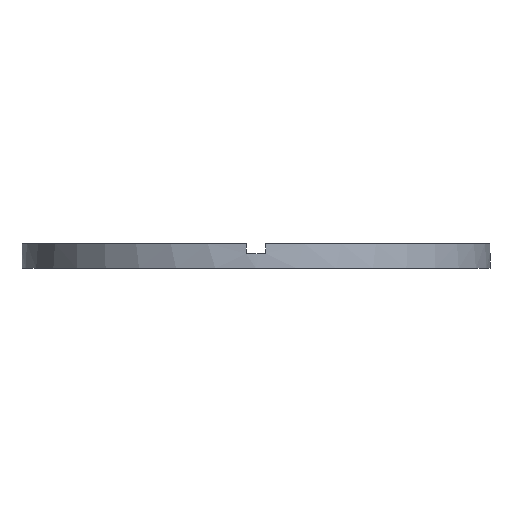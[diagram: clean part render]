
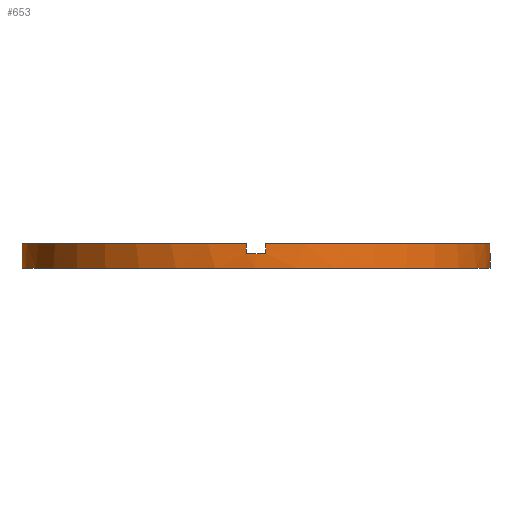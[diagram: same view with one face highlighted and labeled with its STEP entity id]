
A CAD part, front view. The second image highlights one B-rep face of the part: STEP entity #653.
In plain terms, the highlighted cylindrical face has radius 23.5 mm (diameter 47 mm), a partial arc.
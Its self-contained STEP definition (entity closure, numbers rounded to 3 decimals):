
#5 = CARTESIAN_POINT ( 'NONE',  ( 1., -23.479, 2.5 ) ) ;
#8 = CARTESIAN_POINT ( 'NONE',  ( 0., 0., 1.5 ) ) ;
#10 = AXIS2_PLACEMENT_3D ( 'NONE', #475, #602, #55 ) ;
#17 = VERTEX_POINT ( 'NONE', #117 ) ;
#26 = CIRCLE ( 'NONE', #754, 23.5 ) ;
#33 = VERTEX_POINT ( 'NONE', #203 ) ;
#36 = LINE ( 'NONE', #252, #285 ) ;
#37 = CIRCLE ( 'NONE', #501, 23.5 ) ;
#39 = CARTESIAN_POINT ( 'NONE',  ( 23.479, -1., 1.5 ) ) ;
#41 = DIRECTION ( 'NONE',  ( -1., 0., 0. ) ) ;
#51 = VECTOR ( 'NONE', #644, 1000. ) ;
#53 = ORIENTED_EDGE ( 'NONE', *, *, #108, .T. ) ;
#55 = DIRECTION ( 'NONE',  ( 1., 0., 0. ) ) ;
#56 = EDGE_CURVE ( 'NONE', #465, #537, #36, .T. ) ;
#66 = VERTEX_POINT ( 'NONE', #397 ) ;
#69 = VERTEX_POINT ( 'NONE', #39 ) ;
#70 = EDGE_CURVE ( 'NONE', #66, #537, #37, .T. ) ;
#71 = LINE ( 'NONE', #713, #603 ) ;
#84 = CIRCLE ( 'NONE', #383, 23.5 ) ;
#88 = EDGE_CURVE ( 'NONE', #262, #246, #283, .T. ) ;
#97 = DIRECTION ( 'NONE',  ( 1., 0., 0. ) ) ;
#104 = CARTESIAN_POINT ( 'NONE',  ( -23.479, -1., 2.5 ) ) ;
#106 = CYLINDRICAL_SURFACE ( 'NONE', #694, 23.5 ) ;
#108 = EDGE_CURVE ( 'NONE', #33, #17, #300, .T. ) ;
#110 = FACE_OUTER_BOUND ( 'NONE', #495, .T. ) ;
#113 = LINE ( 'NONE', #683, #367 ) ;
#117 = CARTESIAN_POINT ( 'NONE',  ( -1., -23.479, 2.5 ) ) ;
#178 = CARTESIAN_POINT ( 'NONE',  ( 0., 0., 2.5 ) ) ;
#180 = DIRECTION ( 'NONE',  ( 1., 0., 0. ) ) ;
#187 = ORIENTED_EDGE ( 'NONE', *, *, #489, .T. ) ;
#188 = DIRECTION ( 'NONE',  ( 0., 0., 1. ) ) ;
#191 = AXIS2_PLACEMENT_3D ( 'NONE', #8, #646, #97 ) ;
#193 = DIRECTION ( 'NONE',  ( 1., 0., 0. ) ) ;
#203 = CARTESIAN_POINT ( 'NONE',  ( -1., -23.479, 1.5 ) ) ;
#204 = EDGE_CURVE ( 'NONE', #716, #496, #26, .T. ) ;
#228 = DIRECTION ( 'NONE',  ( 0., 0., 1. ) ) ;
#239 = CARTESIAN_POINT ( 'NONE',  ( -23.5, 0., 0. ) ) ;
#240 = DIRECTION ( 'NONE',  ( 0., 0., 1. ) ) ;
#246 = VERTEX_POINT ( 'NONE', #445 ) ;
#248 = ORIENTED_EDGE ( 'NONE', *, *, #411, .F. ) ;
#252 = CARTESIAN_POINT ( 'NONE',  ( -23.479, -1., 2.5 ) ) ;
#255 = EDGE_CURVE ( 'NONE', #69, #262, #622, .T. ) ;
#262 = VERTEX_POINT ( 'NONE', #757 ) ;
#263 = ORIENTED_EDGE ( 'NONE', *, *, #669, .F. ) ;
#267 = ORIENTED_EDGE ( 'NONE', *, *, #70, .F. ) ;
#280 = ORIENTED_EDGE ( 'NONE', *, *, #747, .T. ) ;
#283 = LINE ( 'NONE', #583, #51 ) ;
#285 = VECTOR ( 'NONE', #455, 1000. ) ;
#289 = DIRECTION ( 'NONE',  ( 1., 0., 0. ) ) ;
#300 = LINE ( 'NONE', #682, #304 ) ;
#304 = VECTOR ( 'NONE', #240, 1000. ) ;
#316 = VECTOR ( 'NONE', #516, 1000. ) ;
#319 = ORIENTED_EDGE ( 'NONE', *, *, #606, .T. ) ;
#359 = AXIS2_PLACEMENT_3D ( 'NONE', #720, #772, #180 ) ;
#360 = CIRCLE ( 'NONE', #10, 23.5 ) ;
#367 = VECTOR ( 'NONE', #436, 1000. ) ;
#383 = AXIS2_PLACEMENT_3D ( 'NONE', #178, #228, #289 ) ;
#397 = CARTESIAN_POINT ( 'NONE',  ( -23.5, 0., 1.5 ) ) ;
#411 = EDGE_CURVE ( 'NONE', #465, #17, #84, .T. ) ;
#436 = DIRECTION ( 'NONE',  ( 0., 0., -1. ) ) ;
#445 = CARTESIAN_POINT ( 'NONE',  ( 23.5, 0., 0. ) ) ;
#455 = DIRECTION ( 'NONE',  ( 0., 0., -1. ) ) ;
#462 = ORIENTED_EDGE ( 'NONE', *, *, #255, .F. ) ;
#465 = VERTEX_POINT ( 'NONE', #104 ) ;
#475 = CARTESIAN_POINT ( 'NONE',  ( 0., 0., 1.5 ) ) ;
#477 = VERTEX_POINT ( 'NONE', #778 ) ;
#486 = CARTESIAN_POINT ( 'NONE',  ( 23.479, -1., 2.5 ) ) ;
#488 = DIRECTION ( 'NONE',  ( 1., 0., 0. ) ) ;
#489 = EDGE_CURVE ( 'NONE', #69, #496, #71, .T. ) ;
#495 = EDGE_LOOP ( 'NONE', ( #567, #462, #187, #540, #577, #263, #53, #248, #531, #267, #280, #319 ) ) ;
#496 = VERTEX_POINT ( 'NONE', #486 ) ;
#501 = AXIS2_PLACEMENT_3D ( 'NONE', #508, #589, #193 ) ;
#508 = CARTESIAN_POINT ( 'NONE',  ( 0., 0., 1.5 ) ) ;
#516 = DIRECTION ( 'NONE',  ( 0., 0., -1. ) ) ;
#531 = ORIENTED_EDGE ( 'NONE', *, *, #56, .T. ) ;
#537 = VERTEX_POINT ( 'NONE', #717 ) ;
#540 = ORIENTED_EDGE ( 'NONE', *, *, #204, .F. ) ;
#567 = ORIENTED_EDGE ( 'NONE', *, *, #88, .F. ) ;
#568 = EDGE_CURVE ( 'NONE', #716, #477, #611, .T. ) ;
#577 = ORIENTED_EDGE ( 'NONE', *, *, #568, .T. ) ;
#583 = CARTESIAN_POINT ( 'NONE',  ( 23.5, 0., 2.5 ) ) ;
#589 = DIRECTION ( 'NONE',  ( 0., 0., 1. ) ) ;
#602 = DIRECTION ( 'NONE',  ( 0., 0., 1. ) ) ;
#603 = VECTOR ( 'NONE', #617, 1000. ) ;
#606 = EDGE_CURVE ( 'NONE', #726, #246, #613, .T. ) ;
#611 = LINE ( 'NONE', #660, #316 ) ;
#613 = CIRCLE ( 'NONE', #359, 23.5 ) ;
#617 = DIRECTION ( 'NONE',  ( 0., 0., 1. ) ) ;
#622 = CIRCLE ( 'NONE', #191, 23.5 ) ;
#627 = DIRECTION ( 'NONE',  ( 0., 0., -1. ) ) ;
#641 = CARTESIAN_POINT ( 'NONE',  ( 0., 0., 2.5 ) ) ;
#644 = DIRECTION ( 'NONE',  ( 0., 0., -1. ) ) ;
#646 = DIRECTION ( 'NONE',  ( 0., 0., 1. ) ) ;
#652 = CARTESIAN_POINT ( 'NONE',  ( 0., 0., 2.5 ) ) ;
#653 = ADVANCED_FACE ( 'NONE', ( #110 ), #106, .T. ) ;
#660 = CARTESIAN_POINT ( 'NONE',  ( 1., -23.479, 2.5 ) ) ;
#669 = EDGE_CURVE ( 'NONE', #33, #477, #360, .T. ) ;
#682 = CARTESIAN_POINT ( 'NONE',  ( -1., -23.479, 2.5 ) ) ;
#683 = CARTESIAN_POINT ( 'NONE',  ( -23.5, 0., 2.5 ) ) ;
#694 = AXIS2_PLACEMENT_3D ( 'NONE', #652, #627, #41 ) ;
#713 = CARTESIAN_POINT ( 'NONE',  ( 23.479, -1., 2.5 ) ) ;
#716 = VERTEX_POINT ( 'NONE', #5 ) ;
#717 = CARTESIAN_POINT ( 'NONE',  ( -23.479, -1., 1.5 ) ) ;
#720 = CARTESIAN_POINT ( 'NONE',  ( 0., 0., 0. ) ) ;
#726 = VERTEX_POINT ( 'NONE', #239 ) ;
#747 = EDGE_CURVE ( 'NONE', #66, #726, #113, .T. ) ;
#754 = AXIS2_PLACEMENT_3D ( 'NONE', #641, #188, #488 ) ;
#757 = CARTESIAN_POINT ( 'NONE',  ( 23.5, 0., 1.5 ) ) ;
#772 = DIRECTION ( 'NONE',  ( 0., 0., 1. ) ) ;
#778 = CARTESIAN_POINT ( 'NONE',  ( 1., -23.479, 1.5 ) ) ;
